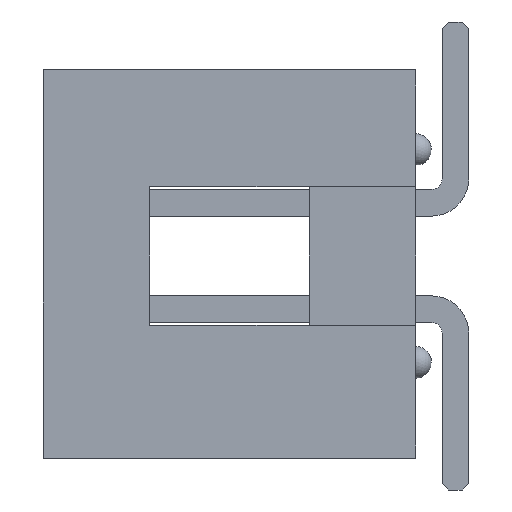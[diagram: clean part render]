
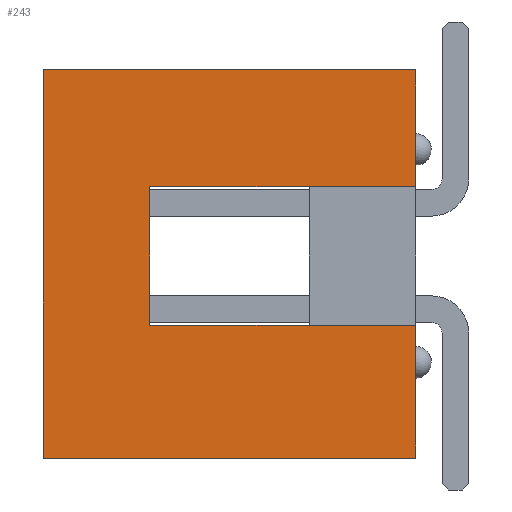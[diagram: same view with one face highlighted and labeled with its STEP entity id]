
A CAD part, left-side view. The second image highlights one B-rep face of the part: STEP entity #243.
In plain terms, the highlighted planar face has unit normal (-1, 0, 0).
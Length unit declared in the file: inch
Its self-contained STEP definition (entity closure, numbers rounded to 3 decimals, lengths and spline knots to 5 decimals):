
#243 = ADVANCED_FACE( '', ( #496 ), #497, .F. );
#496 = FACE_OUTER_BOUND( '', #925, .T. );
#497 = PLANE( '', #926 );
#925 = EDGE_LOOP( '', ( #1607, #1608, #1609, #1610, #1611, #1612, #1613, #1614 ) );
#926 = AXIS2_PLACEMENT_3D( '', #1615, #1616, #1617 );
#1607 = ORIENTED_EDGE( '', *, *, #3236, .F. );
#1608 = ORIENTED_EDGE( '', *, *, #3219, .F. );
#1609 = ORIENTED_EDGE( '', *, *, #3229, .F. );
#1610 = ORIENTED_EDGE( '', *, *, #3167, .F. );
#1611 = ORIENTED_EDGE( '', *, *, #3212, .T. );
#1612 = ORIENTED_EDGE( '', *, *, #3172, .T. );
#1613 = ORIENTED_EDGE( '', *, *, #3228, .F. );
#1614 = ORIENTED_EDGE( '', *, *, #3238, .F. );
#1615 = CARTESIAN_POINT( '', ( -0.4, 0., 0. ) );
#1616 = DIRECTION( '', ( 1., 0., 0. ) );
#1617 = DIRECTION( '', ( 0., 0., -1. ) );
#3167 = EDGE_CURVE( '', #3813, #3806, #3815, .T. );
#3172 = EDGE_CURVE( '', #3823, #3821, #3824, .T. );
#3212 = EDGE_CURVE( '', #3813, #3823, #3886, .T. );
#3219 = EDGE_CURVE( '', #3894, #3896, #3897, .T. );
#3228 = EDGE_CURVE( '', #3910, #3821, #3912, .T. );
#3229 = EDGE_CURVE( '', #3806, #3894, #3913, .T. );
#3236 = EDGE_CURVE( '', #3896, #3914, #3924, .T. );
#3238 = EDGE_CURVE( '', #3914, #3910, #3926, .T. );
#3806 = VERTEX_POINT( '', #4856 );
#3813 = VERTEX_POINT( '', #4866 );
#3815 = LINE( '', #4869, #4870 );
#3821 = VERTEX_POINT( '', #4879 );
#3823 = VERTEX_POINT( '', #4882 );
#3824 = LINE( '', #4883, #4884 );
#3886 = LINE( '', #4985, #4986 );
#3894 = VERTEX_POINT( '', #4999 );
#3896 = VERTEX_POINT( '', #5002 );
#3897 = LINE( '', #5003, #5004 );
#3910 = VERTEX_POINT( '', #5020 );
#3912 = LINE( '', #5023, #5024 );
#3913 = LINE( '', #5025, #5026 );
#3914 = VERTEX_POINT( '', #5027 );
#3924 = LINE( '', #5043, #5044 );
#3926 = LINE( '', #5047, #5048 );
#4856 = CARTESIAN_POINT( '', ( -0.4, 0., -0.065 ) );
#4866 = CARTESIAN_POINT( '', ( -0.4, 0.25, -0.065 ) );
#4869 = CARTESIAN_POINT( '', ( -0.4, 0.25, -0.065 ) );
#4870 = VECTOR( '', #6355, 39.37008 );
#4879 = CARTESIAN_POINT( '', ( -0.4, 0., 0.065 ) );
#4882 = CARTESIAN_POINT( '', ( -0.4, 0.25, 0.065 ) );
#4883 = CARTESIAN_POINT( '', ( -0.4, 0.25, 0.065 ) );
#4884 = VECTOR( '', #6360, 39.37008 );
#4985 = CARTESIAN_POINT( '', ( -0.4, 0.25, 0. ) );
#4986 = VECTOR( '', #6400, 39.37008 );
#4999 = CARTESIAN_POINT( '', ( -0.4, 0., -0.19 ) );
#5002 = CARTESIAN_POINT( '', ( -0.4, 0.35, -0.19 ) );
#5003 = CARTESIAN_POINT( '', ( -0.4, 0., -0.19 ) );
#5004 = VECTOR( '', #6407, 39.37008 );
#5020 = CARTESIAN_POINT( '', ( -0.4, 0., 0.175 ) );
#5023 = CARTESIAN_POINT( '', ( -0.4, 0., 0.175 ) );
#5024 = VECTOR( '', #6424, 39.37008 );
#5025 = CARTESIAN_POINT( '', ( -0.4, 0., 0.175 ) );
#5026 = VECTOR( '', #6425, 39.37008 );
#5027 = CARTESIAN_POINT( '', ( -0.4, 0.35, 0.175 ) );
#5043 = CARTESIAN_POINT( '', ( -0.4, 0.35, -0.19 ) );
#5044 = VECTOR( '', #6432, 39.37008 );
#5047 = CARTESIAN_POINT( '', ( -0.4, 0.35, 0.175 ) );
#5048 = VECTOR( '', #6434, 39.37008 );
#6355 = DIRECTION( '', ( 0., -1., 0. ) );
#6360 = DIRECTION( '', ( 0., -1., 0. ) );
#6400 = DIRECTION( '', ( 0., 0., 1. ) );
#6407 = DIRECTION( '', ( 0., 1., 0. ) );
#6424 = DIRECTION( '', ( 0., 0., -1. ) );
#6425 = DIRECTION( '', ( 0., 0., -1. ) );
#6432 = DIRECTION( '', ( 0., 0., 1. ) );
#6434 = DIRECTION( '', ( 0., -1., 0. ) );
